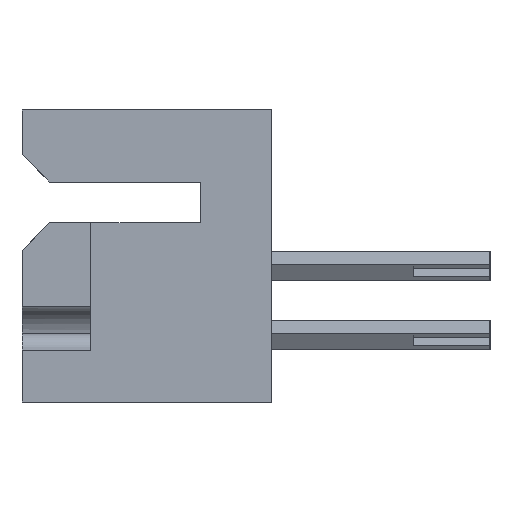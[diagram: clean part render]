
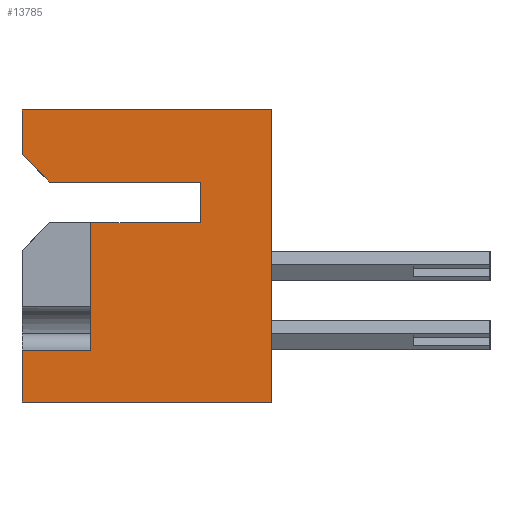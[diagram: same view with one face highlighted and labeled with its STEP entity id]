
A CAD part, left-side view. The second image highlights one B-rep face of the part: STEP entity #13785.
In plain terms, the highlighted planar face has unit normal (-1, 0, 0).
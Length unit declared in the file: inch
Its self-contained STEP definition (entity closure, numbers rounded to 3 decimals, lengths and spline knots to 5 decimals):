
#258 = VECTOR ( 'NONE', #6110, 39.37008 ) ;
#322 = CARTESIAN_POINT ( 'NONE',  ( 0., 0.128, -0.131 ) ) ;
#383 = CARTESIAN_POINT ( 'NONE',  ( 0., 0.128, -0.205 ) ) ;
#887 = VERTEX_POINT ( 'NONE', #383 ) ;
#1182 = ORIENTED_EDGE ( 'NONE', *, *, #4029, .F. ) ;
#1187 = VERTEX_POINT ( 'NONE', #10661 ) ;
#1752 = CARTESIAN_POINT ( 'NONE',  ( 0., 0.328, -0.205 ) ) ;
#1795 = ORIENTED_EDGE ( 'NONE', *, *, #19084, .T. ) ;
#1805 = DIRECTION ( 'NONE',  ( 0., 0., 1. ) ) ;
#1928 = VERTEX_POINT ( 'NONE', #15917 ) ;
#2273 = LINE ( 'NONE', #7551, #23962 ) ;
#2685 = VECTOR ( 'NONE', #16417, 39.37008 ) ;
#3046 = EDGE_CURVE ( 'NONE', #24027, #21194, #20849, .T. ) ;
#3388 = PLANE ( 'NONE',  #8216 ) ;
#3644 = CARTESIAN_POINT ( 'NONE',  ( 0., 0., 0. ) ) ;
#3733 = EDGE_CURVE ( 'NONE', #24027, #19774, #10314, .T. ) ;
#3861 = EDGE_CURVE ( 'NONE', #9459, #16660, #25057, .T. ) ;
#4029 = EDGE_CURVE ( 'NONE', #887, #21763, #23739, .T. ) ;
#4232 = CARTESIAN_POINT ( 'NONE',  ( 0., 0.403, -0.131 ) ) ;
#4826 = LINE ( 'NONE', #22646, #2685 ) ;
#5206 = EDGE_LOOP ( 'NONE', ( #6759, #25958, #16823, #1795, #22333, #11028, #10749, #20544, #1182, #13841, #14638 ) ) ;
#5556 = VERTEX_POINT ( 'NONE', #4232 ) ;
#5879 = LINE ( 'NONE', #22405, #25275 ) ;
#6110 = DIRECTION ( 'NONE',  ( 0., 1., 0. ) ) ;
#6150 = DIRECTION ( 'NONE',  ( 0., -1., 0. ) ) ;
#6759 = ORIENTED_EDGE ( 'NONE', *, *, #9044, .T. ) ;
#7550 = CARTESIAN_POINT ( 'NONE',  ( 0., 0.453, 0. ) ) ;
#7551 = CARTESIAN_POINT ( 'NONE',  ( 0., 0.453, 0. ) ) ;
#7656 = DIRECTION ( 'NONE',  ( 1., 0., 0. ) ) ;
#7981 = DIRECTION ( 'NONE',  ( 0., 1., 0. ) ) ;
#8216 = AXIS2_PLACEMENT_3D ( 'NONE', #26514, #7656, #9760 ) ;
#8438 = EDGE_CURVE ( 'NONE', #1187, #1928, #2273, .T. ) ;
#8973 = CARTESIAN_POINT ( 'NONE',  ( 0., 0.453, -0.437 ) ) ;
#9044 = EDGE_CURVE ( 'NONE', #9459, #21194, #12562, .T. ) ;
#9459 = VERTEX_POINT ( 'NONE', #25661 ) ;
#9760 = DIRECTION ( 'NONE',  ( 0., 0., -1. ) ) ;
#9867 = VERTEX_POINT ( 'NONE', #3644 ) ;
#10136 = LINE ( 'NONE', #12740, #258 ) ;
#10314 = LINE ( 'NONE', #22567, #19787 ) ;
#10661 = CARTESIAN_POINT ( 'NONE',  ( 0., 0.453, -0.081 ) ) ;
#10749 = ORIENTED_EDGE ( 'NONE', *, *, #20686, .T. ) ;
#11028 = ORIENTED_EDGE ( 'NONE', *, *, #8438, .F. ) ;
#12234 = VECTOR ( 'NONE', #7981, 39.37008 ) ;
#12469 = DIRECTION ( 'NONE',  ( 0., -1., 0. ) ) ;
#12562 = LINE ( 'NONE', #24858, #12234 ) ;
#12564 = CARTESIAN_POINT ( 'NONE',  ( 0., 0., 0. ) ) ;
#12740 = CARTESIAN_POINT ( 'NONE',  ( 0., 0.128, -0.131 ) ) ;
#13367 = CARTESIAN_POINT ( 'NONE',  ( 0., 0., -0.531 ) ) ;
#13595 = EDGE_CURVE ( 'NONE', #1928, #9867, #16505, .T. ) ;
#13632 = DIRECTION ( 'NONE',  ( 0., 0., 1. ) ) ;
#13785 = ADVANCED_FACE ( 'NONE', ( #14467 ), #3388, .F. ) ;
#13841 = ORIENTED_EDGE ( 'NONE', *, *, #16392, .T. ) ;
#13945 = VECTOR ( 'NONE', #24441, 39.37008 ) ;
#14467 = FACE_OUTER_BOUND ( 'NONE', #5206, .T. ) ;
#14638 = ORIENTED_EDGE ( 'NONE', *, *, #3861, .F. ) ;
#15115 = VECTOR ( 'NONE', #16946, 39.37008 ) ;
#15851 = DIRECTION ( 'NONE',  ( 0., 0., 1. ) ) ;
#15917 = CARTESIAN_POINT ( 'NONE',  ( 0., 0.453, 0. ) ) ;
#16392 = EDGE_CURVE ( 'NONE', #887, #16660, #5879, .T. ) ;
#16417 = DIRECTION ( 'NONE',  ( 0., -0.707, -0.707 ) ) ;
#16505 = LINE ( 'NONE', #18728, #21010 ) ;
#16660 = VERTEX_POINT ( 'NONE', #1752 ) ;
#16823 = ORIENTED_EDGE ( 'NONE', *, *, #3733, .T. ) ;
#16946 = DIRECTION ( 'NONE',  ( 0., 0., 1. ) ) ;
#17498 = VECTOR ( 'NONE', #15851, 39.37008 ) ;
#18728 = CARTESIAN_POINT ( 'NONE',  ( 0., 0.453, 0. ) ) ;
#19084 = EDGE_CURVE ( 'NONE', #19774, #9867, #24287, .T. ) ;
#19464 = VECTOR ( 'NONE', #1805, 39.37008 ) ;
#19489 = EDGE_CURVE ( 'NONE', #21763, #5556, #10136, .T. ) ;
#19774 = VERTEX_POINT ( 'NONE', #13367 ) ;
#19787 = VECTOR ( 'NONE', #12469, 39.37008 ) ;
#20544 = ORIENTED_EDGE ( 'NONE', *, *, #19489, .F. ) ;
#20686 = EDGE_CURVE ( 'NONE', #1187, #5556, #4826, .T. ) ;
#20849 = LINE ( 'NONE', #7550, #13945 ) ;
#21010 = VECTOR ( 'NONE', #6150, 39.37008 ) ;
#21091 = CARTESIAN_POINT ( 'NONE',  ( 0., 0.328, -0.205 ) ) ;
#21194 = VERTEX_POINT ( 'NONE', #8973 ) ;
#21251 = CARTESIAN_POINT ( 'NONE',  ( 0., 0.453, -0.531 ) ) ;
#21763 = VERTEX_POINT ( 'NONE', #23242 ) ;
#22333 = ORIENTED_EDGE ( 'NONE', *, *, #13595, .F. ) ;
#22405 = CARTESIAN_POINT ( 'NONE',  ( 0., 0.128, -0.205 ) ) ;
#22567 = CARTESIAN_POINT ( 'NONE',  ( 0., 0.453, -0.531 ) ) ;
#22646 = CARTESIAN_POINT ( 'NONE',  ( 0., 0.403, -0.131 ) ) ;
#23242 = CARTESIAN_POINT ( 'NONE',  ( 0., 0.128, -0.131 ) ) ;
#23739 = LINE ( 'NONE', #322, #17498 ) ;
#23962 = VECTOR ( 'NONE', #13632, 39.37008 ) ;
#24027 = VERTEX_POINT ( 'NONE', #21251 ) ;
#24287 = LINE ( 'NONE', #12564, #15115 ) ;
#24441 = DIRECTION ( 'NONE',  ( 0., 0., 1. ) ) ;
#24858 = CARTESIAN_POINT ( 'NONE',  ( 0., 0.328, -0.437 ) ) ;
#25057 = LINE ( 'NONE', #21091, #19464 ) ;
#25275 = VECTOR ( 'NONE', #26597, 39.37008 ) ;
#25661 = CARTESIAN_POINT ( 'NONE',  ( 0., 0.328, -0.437 ) ) ;
#25958 = ORIENTED_EDGE ( 'NONE', *, *, #3046, .F. ) ;
#26514 = CARTESIAN_POINT ( 'NONE',  ( 0., 0.453, 0. ) ) ;
#26597 = DIRECTION ( 'NONE',  ( 0., 1., 0. ) ) ;
